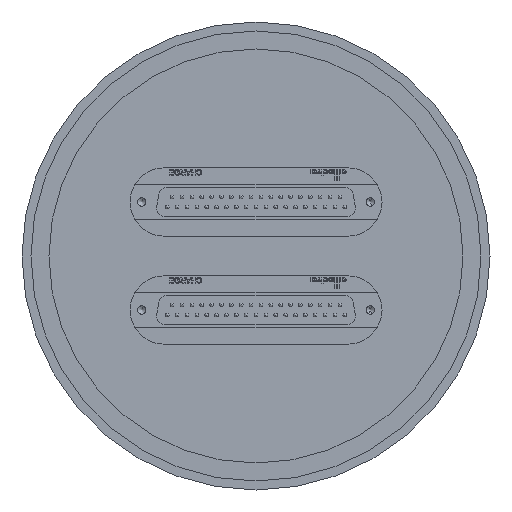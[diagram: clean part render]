
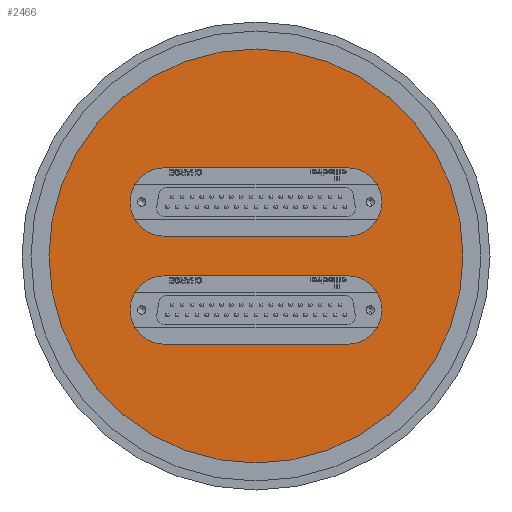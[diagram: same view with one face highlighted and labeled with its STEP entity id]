
A CAD part, front view. The second image highlights one B-rep face of the part: STEP entity #2466.
In plain terms, the highlighted planar face has unit normal (0, -1, 0).
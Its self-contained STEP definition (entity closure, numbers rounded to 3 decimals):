
#41 = EDGE_CURVE ( 'NONE', #7210, #5635, #10684, .T. ) ;
#137 = CARTESIAN_POINT ( 'NONE',  ( -25.5, -12., 5.5 ) ) ;
#182 = DIRECTION ( 'NONE',  ( 1., 0., 0. ) ) ;
#238 = CARTESIAN_POINT ( 'NONE',  ( 0., -12., 0. ) ) ;
#379 = VERTEX_POINT ( 'NONE', #9179 ) ;
#1181 = DIRECTION ( 'NONE',  ( 0., 1., 0. ) ) ;
#1556 = EDGE_CURVE ( 'NONE', #9515, #3751, #6643, .T. ) ;
#1630 = DIRECTION ( 'NONE',  ( 0., -1., 0. ) ) ;
#1742 = DIRECTION ( 'NONE',  ( -1., 0., 0. ) ) ;
#1745 = VERTEX_POINT ( 'NONE', #13249 ) ;
#1791 = LINE ( 'NONE', #11220, #9994 ) ;
#1981 = CIRCLE ( 'NONE', #9968, 9.5 ) ;
#2178 = ORIENTED_EDGE ( 'NONE', *, *, #6692, .T. ) ;
#2202 = ORIENTED_EDGE ( 'NONE', *, *, #7831, .T. ) ;
#2379 = CARTESIAN_POINT ( 'NONE',  ( -25.5, -12., -15. ) ) ;
#2436 = DIRECTION ( 'NONE',  ( 0., 0., -1. ) ) ;
#2466 = ADVANCED_FACE ( 'NONE', ( #11807, #5646, #3603 ), #12892, .T. ) ;
#2537 = DIRECTION ( 'NONE',  ( 0., 0., -1. ) ) ;
#2769 = LINE ( 'NONE', #6904, #5073 ) ;
#3064 = CARTESIAN_POINT ( 'NONE',  ( 0., -12., 57.5 ) ) ;
#3119 = CARTESIAN_POINT ( 'NONE',  ( -25.5, -12., 15. ) ) ;
#3325 = CARTESIAN_POINT ( 'NONE',  ( -25.5, -12., 24.5 ) ) ;
#3404 = CARTESIAN_POINT ( 'NONE',  ( 25.5, -12., -5.5 ) ) ;
#3603 = FACE_OUTER_BOUND ( 'NONE', #12797, .T. ) ;
#3751 = VERTEX_POINT ( 'NONE', #3064 ) ;
#3800 = CARTESIAN_POINT ( 'NONE',  ( 25.5, -12., 15. ) ) ;
#3854 = DIRECTION ( 'NONE',  ( 0., 1., 0. ) ) ;
#4016 = AXIS2_PLACEMENT_3D ( 'NONE', #9985, #8952, #2436 ) ;
#5058 = VECTOR ( 'NONE', #10321, 1000. ) ;
#5073 = VECTOR ( 'NONE', #1742, 1000. ) ;
#5353 = EDGE_LOOP ( 'NONE', ( #2178, #12431, #8329, #2202 ) ) ;
#5406 = ORIENTED_EDGE ( 'NONE', *, *, #9473, .T. ) ;
#5635 = VERTEX_POINT ( 'NONE', #10407 ) ;
#5646 = FACE_BOUND ( 'NONE', #8653, .T. ) ;
#6181 = LINE ( 'NONE', #7328, #5058 ) ;
#6511 = DIRECTION ( 'NONE',  ( 0., 1., 0. ) ) ;
#6554 = AXIS2_PLACEMENT_3D ( 'NONE', #11620, #1181, #10342 ) ;
#6643 = CIRCLE ( 'NONE', #12922, 57.5 ) ;
#6692 = EDGE_CURVE ( 'NONE', #379, #9154, #1981, .T. ) ;
#6734 = CARTESIAN_POINT ( 'NONE',  ( 0., -12., -57.5 ) ) ;
#6904 = CARTESIAN_POINT ( 'NONE',  ( -25.5, -12., 5.5 ) ) ;
#7023 = DIRECTION ( 'NONE',  ( -1., 0., 0. ) ) ;
#7059 = VERTEX_POINT ( 'NONE', #9017 ) ;
#7163 = CIRCLE ( 'NONE', #12136, 9.5 ) ;
#7180 = DIRECTION ( 'NONE',  ( 0., 0., 1. ) ) ;
#7210 = VERTEX_POINT ( 'NONE', #137 ) ;
#7289 = DIRECTION ( 'NONE',  ( 0., -1., 0. ) ) ;
#7328 = CARTESIAN_POINT ( 'NONE',  ( -25.5, -12., -5.5 ) ) ;
#7831 = EDGE_CURVE ( 'NONE', #1745, #379, #1791, .T. ) ;
#7870 = DIRECTION ( 'NONE',  ( 0., 0., 1. ) ) ;
#7920 = EDGE_CURVE ( 'NONE', #9934, #1745, #10243, .T. ) ;
#8123 = VERTEX_POINT ( 'NONE', #9356 ) ;
#8175 = EDGE_CURVE ( 'NONE', #9154, #9934, #6181, .T. ) ;
#8329 = ORIENTED_EDGE ( 'NONE', *, *, #7920, .T. ) ;
#8347 = EDGE_CURVE ( 'NONE', #8123, #7210, #2769, .T. ) ;
#8520 = DIRECTION ( 'NONE',  ( 0., 0., -1. ) ) ;
#8589 = AXIS2_PLACEMENT_3D ( 'NONE', #6734, #1630, #2537 ) ;
#8653 = EDGE_LOOP ( 'NONE', ( #8964, #11152, #11957, #10240 ) ) ;
#8766 = ORIENTED_EDGE ( 'NONE', *, *, #1556, .T. ) ;
#8952 = DIRECTION ( 'NONE',  ( 0., -1., 0. ) ) ;
#8964 = ORIENTED_EDGE ( 'NONE', *, *, #41, .T. ) ;
#9017 = CARTESIAN_POINT ( 'NONE',  ( 25.5, -12., 24.5 ) ) ;
#9154 = VERTEX_POINT ( 'NONE', #9196 ) ;
#9179 = CARTESIAN_POINT ( 'NONE',  ( -25.5, -12., -24.5 ) ) ;
#9196 = CARTESIAN_POINT ( 'NONE',  ( -25.5, -12., -5.5 ) ) ;
#9356 = CARTESIAN_POINT ( 'NONE',  ( 25.5, -12., 5.5 ) ) ;
#9473 = EDGE_CURVE ( 'NONE', #3751, #9515, #10960, .T. ) ;
#9515 = VERTEX_POINT ( 'NONE', #12074 ) ;
#9934 = VERTEX_POINT ( 'NONE', #3404 ) ;
#9968 = AXIS2_PLACEMENT_3D ( 'NONE', #2379, #6511, #10650 ) ;
#9985 = CARTESIAN_POINT ( 'NONE',  ( 0., -12., 0. ) ) ;
#9994 = VECTOR ( 'NONE', #7023, 1000. ) ;
#10240 = ORIENTED_EDGE ( 'NONE', *, *, #8347, .T. ) ;
#10243 = CIRCLE ( 'NONE', #6554, 9.5 ) ;
#10321 = DIRECTION ( 'NONE',  ( 1., 0., 0. ) ) ;
#10342 = DIRECTION ( 'NONE',  ( 0., 0., 1. ) ) ;
#10407 = CARTESIAN_POINT ( 'NONE',  ( -25.5, -12., 24.5 ) ) ;
#10650 = DIRECTION ( 'NONE',  ( 0., 0., 1. ) ) ;
#10684 = CIRCLE ( 'NONE', #13286, 9.5 ) ;
#10960 = CIRCLE ( 'NONE', #4016, 57.5 ) ;
#11099 = EDGE_CURVE ( 'NONE', #5635, #7059, #12600, .T. ) ;
#11152 = ORIENTED_EDGE ( 'NONE', *, *, #11099, .T. ) ;
#11220 = CARTESIAN_POINT ( 'NONE',  ( -25.5, -12., -24.5 ) ) ;
#11620 = CARTESIAN_POINT ( 'NONE',  ( 25.5, -12., -15. ) ) ;
#11807 = FACE_BOUND ( 'NONE', #5353, .T. ) ;
#11957 = ORIENTED_EDGE ( 'NONE', *, *, #12901, .T. ) ;
#12060 = DIRECTION ( 'NONE',  ( 0., 1., 0. ) ) ;
#12074 = CARTESIAN_POINT ( 'NONE',  ( 0., -12., -57.5 ) ) ;
#12136 = AXIS2_PLACEMENT_3D ( 'NONE', #3800, #12060, #7870 ) ;
#12431 = ORIENTED_EDGE ( 'NONE', *, *, #8175, .T. ) ;
#12600 = LINE ( 'NONE', #3325, #13386 ) ;
#12797 = EDGE_LOOP ( 'NONE', ( #8766, #5406 ) ) ;
#12892 = PLANE ( 'NONE',  #8589 ) ;
#12901 = EDGE_CURVE ( 'NONE', #7059, #8123, #7163, .T. ) ;
#12922 = AXIS2_PLACEMENT_3D ( 'NONE', #238, #7289, #8520 ) ;
#13249 = CARTESIAN_POINT ( 'NONE',  ( 25.5, -12., -24.5 ) ) ;
#13286 = AXIS2_PLACEMENT_3D ( 'NONE', #3119, #3854, #7180 ) ;
#13386 = VECTOR ( 'NONE', #182, 1000. ) ;
